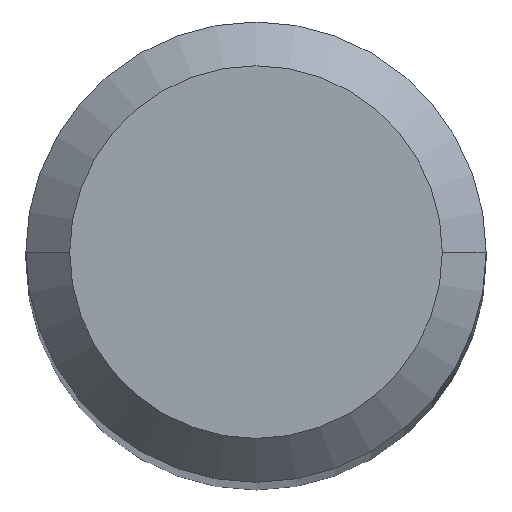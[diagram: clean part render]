
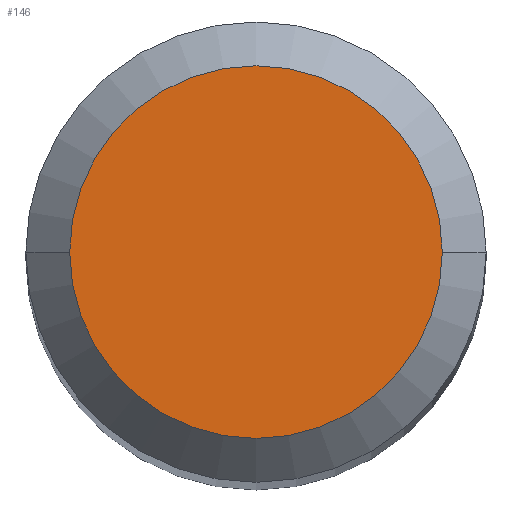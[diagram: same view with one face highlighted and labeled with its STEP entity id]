
A CAD part, top view. The second image highlights one B-rep face of the part: STEP entity #146.
In plain terms, the highlighted planar face has unit normal (0, 0, 1).
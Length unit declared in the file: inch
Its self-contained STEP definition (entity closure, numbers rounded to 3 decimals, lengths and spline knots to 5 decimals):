
#7 = CARTESIAN_POINT ( 'NONE',  ( 0.06374, 0., 1.9685 ) ) ;
#22 = DIRECTION ( 'NONE',  ( 1., 0., 0. ) ) ;
#32 = EDGE_CURVE ( 'NONE', #262, #213, #141, .T. ) ;
#35 = CIRCLE ( 'NONE', #76, 0.06374 ) ;
#36 = CARTESIAN_POINT ( 'NONE',  ( 0., 0., 1.9685 ) ) ;
#43 = DIRECTION ( 'NONE',  ( 0., 0., 1. ) ) ;
#57 = EDGE_CURVE ( 'NONE', #213, #262, #35, .T. ) ;
#74 = EDGE_LOOP ( 'NONE', ( #211, #161 ) ) ;
#76 = AXIS2_PLACEMENT_3D ( 'NONE', #36, #153, #245 ) ;
#82 = AXIS2_PLACEMENT_3D ( 'NONE', #178, #43, #22 ) ;
#125 = FACE_OUTER_BOUND ( 'NONE', #74, .T. ) ;
#141 = CIRCLE ( 'NONE', #297, 0.06374 ) ;
#146 = ADVANCED_FACE ( 'NONE', ( #125 ), #299, .T. ) ;
#150 = DIRECTION ( 'NONE',  ( 0., 0., 1. ) ) ;
#151 = DIRECTION ( 'NONE',  ( 1., 0., 0. ) ) ;
#153 = DIRECTION ( 'NONE',  ( 0., 0., 1. ) ) ;
#161 = ORIENTED_EDGE ( 'NONE', *, *, #57, .T. ) ;
#178 = CARTESIAN_POINT ( 'NONE',  ( 0., 0., 1.9685 ) ) ;
#211 = ORIENTED_EDGE ( 'NONE', *, *, #32, .T. ) ;
#213 = VERTEX_POINT ( 'NONE', #7 ) ;
#225 = CARTESIAN_POINT ( 'NONE',  ( 0., 0., 1.9685 ) ) ;
#239 = CARTESIAN_POINT ( 'NONE',  ( -0.06374, 0., 1.9685 ) ) ;
#245 = DIRECTION ( 'NONE',  ( 1., 0., 0. ) ) ;
#262 = VERTEX_POINT ( 'NONE', #239 ) ;
#297 = AXIS2_PLACEMENT_3D ( 'NONE', #225, #150, #151 ) ;
#299 = PLANE ( 'NONE',  #82 ) ;
